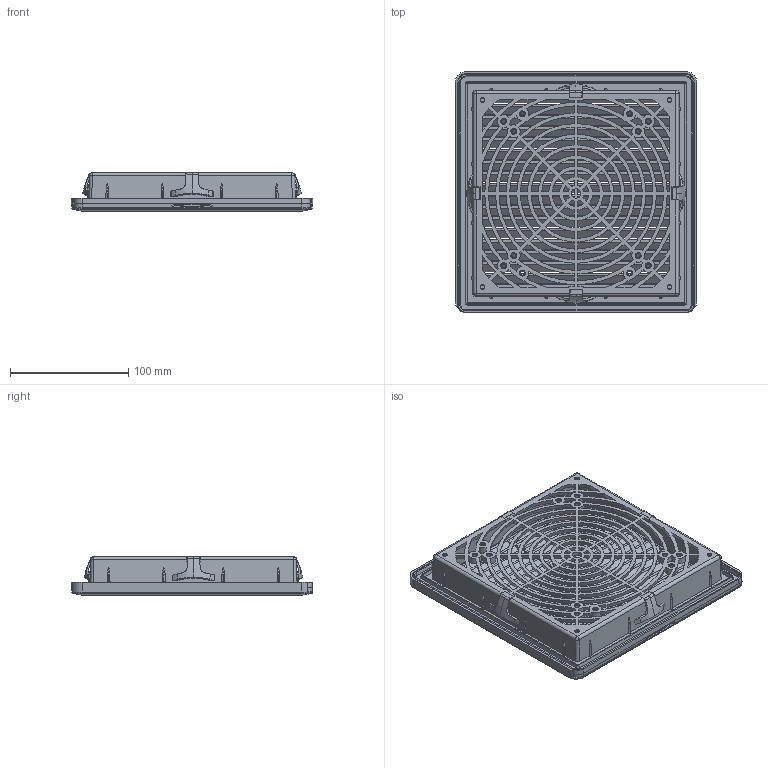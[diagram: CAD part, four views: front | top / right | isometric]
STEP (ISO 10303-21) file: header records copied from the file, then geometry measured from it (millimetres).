
FILE_DESCRIPTION(/* description */ (''),/* implementation_level */ '2;1');
FILE_NAME(/* name */ '204.stp',/* time_stamp */ '2022-12-05T09:52:38+08:00',/* author */ (''),/* organization */ (''),/* preprocessor_version */ 'ST-DEVELOPER v16.7',/* originating_system */ 'SIEMENS PLM Software NX 12.0',/* authorisation */ '');
FILE_SCHEMA (('AUTOMOTIVE_DESIGN { 1 0 10303 214 3 1 1 1 }'));
Products named in the file (1): AdmiA33CB01Ce79i
Bounding box: 204 x 203.74 x 32.1 mm (x, y, z)
Volume: 171471 mm3; surface area: 227064.6 mm2
Topology: 6 solids, 6 shells, 1784 faces, 5089 edges, 3284 vertices
Faces by surface type: plane 1039, cylinder 381, cone 210, bspline 144, torus 6, sphere 4
Full cylindrical faces by diameter (mm): 3 x4, 3.3 x8, 3.38 x4, 3.99 x4, 5 x22, 8 x1, 11 x12
Entity records: 66266 total; most frequent: CARTESIAN_POINT 20964, ORIENTED_EDGE 9900, DIRECTION 8743, EDGE_CURVE 4950, VERTEX_POINT 3232, AXIS2_PLACEMENT_3D 3015, LINE 2713, VECTOR 2713
